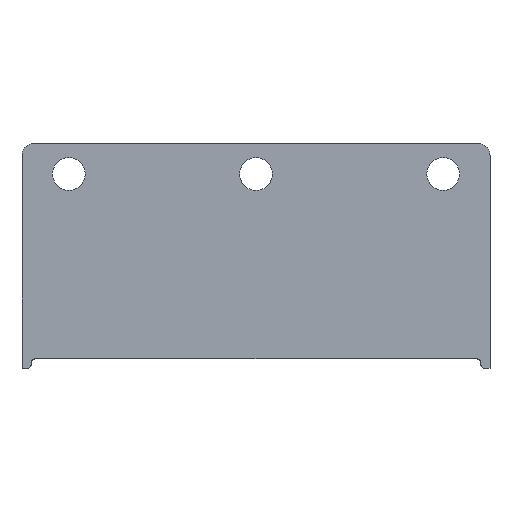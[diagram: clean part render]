
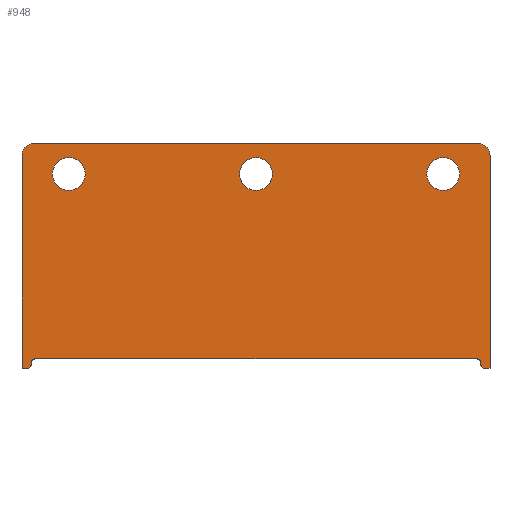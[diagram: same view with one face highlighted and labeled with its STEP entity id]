
A CAD part, top view. The second image highlights one B-rep face of the part: STEP entity #948.
In plain terms, the highlighted planar face has unit normal (0, 0, 1).
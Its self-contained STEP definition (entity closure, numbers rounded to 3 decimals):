
#39=FACE_BOUND('',#99,.T.);
#40=FACE_BOUND('',#100,.T.);
#41=FACE_BOUND('',#101,.T.);
#47=FACE_OUTER_BOUND('',#98,.T.);
#98=EDGE_LOOP('',(#632,#633,#634,#635,#636,#637,#638,#639,#640,#641,#642,
#643,#644,#645));
#99=EDGE_LOOP('',(#646));
#100=EDGE_LOOP('',(#647));
#101=EDGE_LOOP('',(#648));
#157=CIRCLE('',#1015,2.);
#158=CIRCLE('',#1016,1.5);
#159=CIRCLE('',#1017,1.5);
#160=CIRCLE('',#1018,2.);
#161=CIRCLE('',#1019,5.);
#162=CIRCLE('',#1020,5.);
#163=CIRCLE('',#1021,7.);
#164=CIRCLE('',#1022,7.);
#165=CIRCLE('',#1023,7.);
#199=LINE('',#1404,#298);
#200=LINE('',#1406,#299);
#201=LINE('',#1410,#300);
#202=LINE('',#1414,#301);
#203=LINE('',#1418,#302);
#204=LINE('',#1422,#303);
#205=LINE('',#1424,#304);
#206=LINE('',#1428,#305);
#298=VECTOR('',#1114,10.);
#299=VECTOR('',#1115,10.);
#300=VECTOR('',#1118,10.);
#301=VECTOR('',#1121,10.);
#302=VECTOR('',#1124,10.);
#303=VECTOR('',#1127,10.);
#304=VECTOR('',#1128,10.);
#305=VECTOR('',#1131,10.);
#397=VERTEX_POINT('',#1402);
#398=VERTEX_POINT('',#1403);
#399=VERTEX_POINT('',#1405);
#400=VERTEX_POINT('',#1407);
#401=VERTEX_POINT('',#1409);
#402=VERTEX_POINT('',#1411);
#403=VERTEX_POINT('',#1413);
#404=VERTEX_POINT('',#1415);
#405=VERTEX_POINT('',#1417);
#406=VERTEX_POINT('',#1419);
#407=VERTEX_POINT('',#1421);
#408=VERTEX_POINT('',#1423);
#409=VERTEX_POINT('',#1425);
#410=VERTEX_POINT('',#1427);
#411=VERTEX_POINT('',#1430);
#412=VERTEX_POINT('',#1432);
#413=VERTEX_POINT('',#1434);
#491=EDGE_CURVE('',#397,#398,#199,.T.);
#492=EDGE_CURVE('',#399,#397,#200,.T.);
#493=EDGE_CURVE('',#400,#399,#157,.T.);
#494=EDGE_CURVE('',#401,#400,#201,.T.);
#495=EDGE_CURVE('',#402,#401,#158,.T.);
#496=EDGE_CURVE('',#403,#402,#202,.T.);
#497=EDGE_CURVE('',#404,#403,#159,.T.);
#498=EDGE_CURVE('',#405,#404,#203,.T.);
#499=EDGE_CURVE('',#406,#405,#160,.T.);
#500=EDGE_CURVE('',#407,#406,#204,.T.);
#501=EDGE_CURVE('',#408,#407,#205,.T.);
#502=EDGE_CURVE('',#409,#408,#161,.T.);
#503=EDGE_CURVE('',#410,#409,#206,.T.);
#504=EDGE_CURVE('',#398,#410,#162,.T.);
#505=EDGE_CURVE('',#411,#411,#163,.T.);
#506=EDGE_CURVE('',#412,#412,#164,.T.);
#507=EDGE_CURVE('',#413,#413,#165,.T.);
#632=ORIENTED_EDGE('',*,*,#491,.F.);
#633=ORIENTED_EDGE('',*,*,#492,.F.);
#634=ORIENTED_EDGE('',*,*,#493,.F.);
#635=ORIENTED_EDGE('',*,*,#494,.F.);
#636=ORIENTED_EDGE('',*,*,#495,.F.);
#637=ORIENTED_EDGE('',*,*,#496,.F.);
#638=ORIENTED_EDGE('',*,*,#497,.F.);
#639=ORIENTED_EDGE('',*,*,#498,.F.);
#640=ORIENTED_EDGE('',*,*,#499,.F.);
#641=ORIENTED_EDGE('',*,*,#500,.F.);
#642=ORIENTED_EDGE('',*,*,#501,.F.);
#643=ORIENTED_EDGE('',*,*,#502,.F.);
#644=ORIENTED_EDGE('',*,*,#503,.F.);
#645=ORIENTED_EDGE('',*,*,#504,.F.);
#646=ORIENTED_EDGE('',*,*,#505,.F.);
#647=ORIENTED_EDGE('',*,*,#506,.F.);
#648=ORIENTED_EDGE('',*,*,#507,.F.);
#914=PLANE('',#1014);
#948=ADVANCED_FACE('',(#47,#39,#40,#41),#914,.T.);
#1014=AXIS2_PLACEMENT_3D('',#1401,#1112,#1113);
#1015=AXIS2_PLACEMENT_3D('',#1408,#1116,#1117);
#1016=AXIS2_PLACEMENT_3D('',#1412,#1119,#1120);
#1017=AXIS2_PLACEMENT_3D('',#1416,#1122,#1123);
#1018=AXIS2_PLACEMENT_3D('',#1420,#1125,#1126);
#1019=AXIS2_PLACEMENT_3D('',#1426,#1129,#1130);
#1020=AXIS2_PLACEMENT_3D('',#1429,#1132,#1133);
#1021=AXIS2_PLACEMENT_3D('',#1431,#1134,#1135);
#1022=AXIS2_PLACEMENT_3D('',#1433,#1136,#1137);
#1023=AXIS2_PLACEMENT_3D('',#1435,#1138,#1139);
#1112=DIRECTION('center_axis',(0.,0.,1.));
#1113=DIRECTION('ref_axis',(0.,-1.,0.));
#1114=DIRECTION('',(0.,1.,0.));
#1115=DIRECTION('',(-1.,0.,0.));
#1116=DIRECTION('center_axis',(0.,0.,-1.));
#1117=DIRECTION('ref_axis',(0.,1.,0.));
#1118=DIRECTION('',(0.,-1.,0.));
#1119=DIRECTION('center_axis',(0.,0.,1.));
#1120=DIRECTION('ref_axis',(0.,-1.,0.));
#1121=DIRECTION('',(-1.,0.,0.));
#1122=DIRECTION('center_axis',(0.,0.,1.));
#1123=DIRECTION('ref_axis',(0.,-1.,0.));
#1124=DIRECTION('',(0.,1.,0.));
#1125=DIRECTION('center_axis',(0.,0.,-1.));
#1126=DIRECTION('ref_axis',(0.,1.,0.));
#1127=DIRECTION('',(-1.,0.,0.));
#1128=DIRECTION('',(0.,-1.,0.));
#1129=DIRECTION('center_axis',(0.,0.,-1.));
#1130=DIRECTION('ref_axis',(0.,-1.,0.));
#1131=DIRECTION('',(1.,0.,0.));
#1132=DIRECTION('center_axis',(0.,0.,-1.));
#1133=DIRECTION('ref_axis',(0.,-1.,0.));
#1134=DIRECTION('center_axis',(0.,0.,1.));
#1135=DIRECTION('ref_axis',(0.,-1.,0.));
#1136=DIRECTION('center_axis',(0.,0.,1.));
#1137=DIRECTION('ref_axis',(0.,-1.,0.));
#1138=DIRECTION('center_axis',(0.,0.,1.));
#1139=DIRECTION('ref_axis',(0.,-1.,0.));
#1401=CARTESIAN_POINT('Origin',(-100.01,11.204,22.4));
#1402=CARTESIAN_POINT('',(-100.,-56.,22.4));
#1403=CARTESIAN_POINT('',(-100.,35.,22.4));
#1404=CARTESIAN_POINT('',(-100.,5.552,22.4));
#1405=CARTESIAN_POINT('',(-98.,-56.,22.4));
#1406=CARTESIAN_POINT('',(-99.005,-56.,22.4));
#1407=CARTESIAN_POINT('',(-96.,-54.,22.4));
#1408=CARTESIAN_POINT('Origin',(-98.,-54.,22.4));
#1409=CARTESIAN_POINT('',(-96.,-53.5,22.4));
#1410=CARTESIAN_POINT('',(-96.,-21.398,22.4));
#1411=CARTESIAN_POINT('',(-94.5,-52.,22.4));
#1412=CARTESIAN_POINT('Origin',(-94.5,-53.5,22.4));
#1413=CARTESIAN_POINT('',(94.5,-52.,22.4));
#1414=CARTESIAN_POINT('',(-50.005,-52.,22.4));
#1415=CARTESIAN_POINT('',(96.,-53.5,22.4));
#1416=CARTESIAN_POINT('Origin',(94.5,-53.5,22.4));
#1417=CARTESIAN_POINT('',(96.,-54.,22.4));
#1418=CARTESIAN_POINT('',(96.,-21.398,22.4));
#1419=CARTESIAN_POINT('',(98.,-56.,22.4));
#1420=CARTESIAN_POINT('Origin',(98.,-54.,22.4));
#1421=CARTESIAN_POINT('',(100.,-56.,22.4));
#1422=CARTESIAN_POINT('',(-1.005,-56.,22.4));
#1423=CARTESIAN_POINT('',(100.,35.,22.4));
#1424=CARTESIAN_POINT('',(100.,5.552,22.4));
#1425=CARTESIAN_POINT('',(95.,40.,22.4));
#1426=CARTESIAN_POINT('Origin',(95.,35.,22.4));
#1427=CARTESIAN_POINT('',(-95.,40.,22.4));
#1428=CARTESIAN_POINT('',(-50.005,40.,22.4));
#1429=CARTESIAN_POINT('Origin',(-95.,35.,22.4));
#1430=CARTESIAN_POINT('',(80.,34.,22.4));
#1431=CARTESIAN_POINT('Origin',(80.,27.,22.4));
#1432=CARTESIAN_POINT('',(-80.,34.,22.4));
#1433=CARTESIAN_POINT('Origin',(-80.,27.,22.4));
#1434=CARTESIAN_POINT('',(0.,34.,22.4));
#1435=CARTESIAN_POINT('Origin',(0.,27.,22.4));
